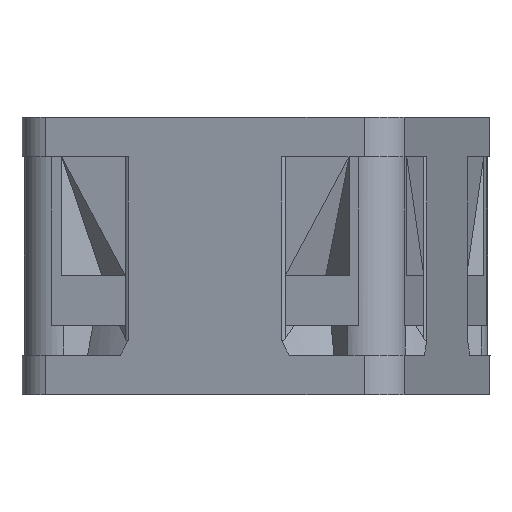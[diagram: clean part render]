
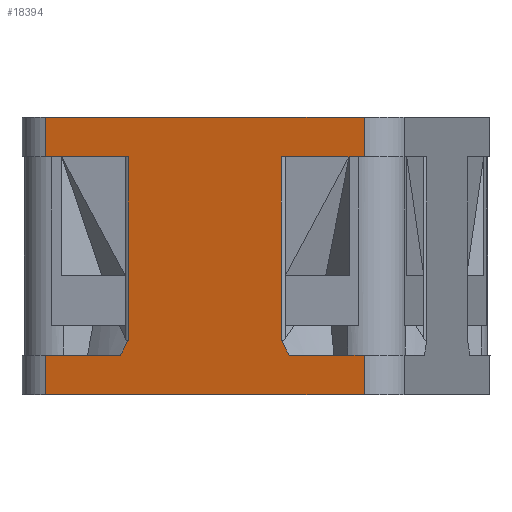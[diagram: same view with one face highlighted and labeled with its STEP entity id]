
A CAD part, front view. The second image highlights one B-rep face of the part: STEP entity #18394.
In plain terms, the highlighted planar face has unit normal (-0.259, -0.966, 0).
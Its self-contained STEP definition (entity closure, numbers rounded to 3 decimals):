
#2802=DIRECTION('',(0.966,-0.259,0.));
#2803=VECTOR('',#2802,33.261);
#2804=CARTESIAN_POINT('',(-21.227,-14.966,-27.));
#2805=LINE('',#2804,#2803);
#7257=DIRECTION('',(0.,0.,1.));
#7258=VECTOR('',#7257,4.);
#7259=CARTESIAN_POINT('',(10.9,-23.575,-27.));
#7260=LINE('',#7259,#7258);
#7261=DIRECTION('',(0.966,-0.259,0.));
#7262=VECTOR('',#7261,33.261);
#7263=CARTESIAN_POINT('',(-21.227,-14.966,1.));
#7264=LINE('',#7263,#7262);
#7265=DIRECTION('',(-0.966,0.259,0.));
#7266=VECTOR('',#7265,8.625);
#7267=CARTESIAN_POINT('',(10.9,-23.575,-3.));
#7268=LINE('',#7267,#7266);
#7269=CARTESIAN_POINT('',(2.569,-21.342,
-21.53));
#7270=CARTESIAN_POINT('',(2.659,-21.366,
-21.691));
#7271=CARTESIAN_POINT('',(2.835,-21.413,
-22.016));
#7272=CARTESIAN_POINT('',(3.094,-21.483,
-22.506));
#7273=CARTESIAN_POINT('',(3.263,-21.528,
-22.835));
#7274=CARTESIAN_POINT('',(3.347,-21.551,-23.));
#7276=DIRECTION('',(0.966,-0.259,0.));
#7277=VECTOR('',#7276,7.82);
#7278=CARTESIAN_POINT('',(-21.227,-14.966,-23.));
#7279=LINE('',#7278,#7277);
#7280=CARTESIAN_POINT('',(-13.674,-16.99,-23.));
#7281=CARTESIAN_POINT('',(-13.59,-17.012,
-22.835));
#7282=CARTESIAN_POINT('',(-13.421,-17.058,
-22.506));
#7283=CARTESIAN_POINT('',(-13.162,-17.127,
-22.016));
#7284=CARTESIAN_POINT('',(-12.985,-17.174,
-21.691));
#7285=CARTESIAN_POINT('',(-12.896,-17.198,
-21.53));
#7291=DIRECTION('',(0.,0.,1.));
#7292=VECTOR('',#7291,4.);
#7293=CARTESIAN_POINT('',(10.9,-23.575,-3.));
#7294=LINE('',#7293,#7292);
#7469=DIRECTION('',(-0.966,0.259,0.));
#7470=VECTOR('',#7469,7.82);
#7471=CARTESIAN_POINT('',(10.9,-23.575,-23.));
#7472=LINE('',#7471,#7470);
#7549=DIRECTION('',(0.,0.,1.));
#7550=VECTOR('',#7549,18.53);
#7551=CARTESIAN_POINT('',(2.569,-21.342,
-21.53));
#7552=LINE('',#7551,#7550);
#7577=DIRECTION('',(0.,0.,-1.));
#7578=VECTOR('',#7577,4.);
#7579=CARTESIAN_POINT('',(-21.227,-14.966,-23.));
#7580=LINE('',#7579,#7578);
#7611=DIRECTION('',(0.,0.,-1.));
#7612=VECTOR('',#7611,4.);
#7613=CARTESIAN_POINT('',(-21.227,-14.966,1.));
#7614=LINE('',#7613,#7612);
#7633=DIRECTION('',(0.966,-0.259,0.));
#7634=VECTOR('',#7633,8.625);
#7635=CARTESIAN_POINT('',(-21.227,-14.966,-3.));
#7636=LINE('',#7635,#7634);
#7873=DIRECTION('',(0.,0.,-1.));
#7874=VECTOR('',#7873,18.53);
#7875=CARTESIAN_POINT('',(-12.896,-17.198,-3.));
#7876=LINE('',#7875,#7874);
#9427=CARTESIAN_POINT('',(-21.227,-14.966,-27.));
#9428=VERTEX_POINT('',#9427);
#9429=CARTESIAN_POINT('',(10.9,-23.575,-27.));
#9430=VERTEX_POINT('',#9429);
#9692=CARTESIAN_POINT('',(10.9,-23.575,1.));
#9693=VERTEX_POINT('',#9692);
#9694=CARTESIAN_POINT('',(-21.227,-14.966,1.));
#9695=VERTEX_POINT('',#9694);
#9870=CARTESIAN_POINT('',(10.9,-23.575,-23.));
#9871=VERTEX_POINT('',#9870);
#9872=CARTESIAN_POINT('',(10.9,-23.575,-3.));
#9873=VERTEX_POINT('',#9872);
#9874=CARTESIAN_POINT('',(2.569,-21.342,-3.));
#9875=VERTEX_POINT('',#9874);
#9876=CARTESIAN_POINT('',(2.569,-21.342,
-21.53));
#9877=VERTEX_POINT('',#9876);
#9878=VERTEX_POINT('',#7274);
#9879=CARTESIAN_POINT('',(-21.227,-14.966,-23.));
#9880=VERTEX_POINT('',#9879);
#9881=CARTESIAN_POINT('',(-13.674,-16.99,-23.));
#9882=VERTEX_POINT('',#9881);
#9883=VERTEX_POINT('',#7285);
#9884=CARTESIAN_POINT('',(-12.896,-17.198,-3.));
#9885=VERTEX_POINT('',#9884);
#9886=CARTESIAN_POINT('',(-21.227,-14.966,-3.));
#9887=VERTEX_POINT('',#9886);
#18362=CARTESIAN_POINT('',(14.107,-24.434,1.));
#18363=DIRECTION('',(0.259,0.966,0.));
#18364=DIRECTION('',(-0.966,0.259,0.));
#18365=AXIS2_PLACEMENT_3D('',#18362,#18363,#18364);
#18366=PLANE('',#18365);
#18367=ORIENTED_EDGE('',*,*,#12083,.T.);
#18369=ORIENTED_EDGE('',*,*,#18368,.F.);
#18371=ORIENTED_EDGE('',*,*,#18370,.T.);
#18373=ORIENTED_EDGE('',*,*,#18372,.F.);
#18375=ORIENTED_EDGE('',*,*,#18374,.T.);
#18377=ORIENTED_EDGE('',*,*,#18376,.F.);
#18378=ORIENTED_EDGE('',*,*,#18355,.F.);
#18379=ORIENTED_EDGE('',*,*,#10609,.F.);
#18381=ORIENTED_EDGE('',*,*,#18380,.F.);
#18383=ORIENTED_EDGE('',*,*,#18382,.T.);
#18385=ORIENTED_EDGE('',*,*,#18384,.T.);
#18387=ORIENTED_EDGE('',*,*,#18386,.F.);
#18389=ORIENTED_EDGE('',*,*,#18388,.F.);
#18391=ORIENTED_EDGE('',*,*,#18390,.F.);
#18392=EDGE_LOOP('',(#18367,#18369,#18371,#18373,#18375,#18377,#18378,#18379,
#18381,#18383,#18385,#18387,#18389,#18391));
#18393=FACE_OUTER_BOUND('',#18392,.F.);
#7275=B_SPLINE_CURVE_WITH_KNOTS('',3,(#7269,#7270,#7271,#7272,#7273,#7274),
.UNSPECIFIED.,.F.,.F.,(4,1,1,4),(0.,0.333,0.667,1.),
.UNSPECIFIED.);
#7286=B_SPLINE_CURVE_WITH_KNOTS('',3,(#7280,#7281,#7282,#7283,#7284,#7285),
.UNSPECIFIED.,.F.,.F.,(4,1,1,4),(0.,0.333,0.667,1.),
.UNSPECIFIED.);
#10609=EDGE_CURVE('',#9428,#9430,#2805,.T.);
#12083=EDGE_CURVE('',#9695,#9693,#7264,.T.);
#18355=EDGE_CURVE('',#9430,#9871,#7260,.T.);
#18368=EDGE_CURVE('',#9873,#9693,#7294,.T.);
#18370=EDGE_CURVE('',#9873,#9875,#7268,.T.);
#18372=EDGE_CURVE('',#9877,#9875,#7552,.T.);
#18374=EDGE_CURVE('',#9877,#9878,#7275,.T.);
#18376=EDGE_CURVE('',#9871,#9878,#7472,.T.);
#18380=EDGE_CURVE('',#9880,#9428,#7580,.T.);
#18382=EDGE_CURVE('',#9880,#9882,#7279,.T.);
#18384=EDGE_CURVE('',#9882,#9883,#7286,.T.);
#18386=EDGE_CURVE('',#9885,#9883,#7876,.T.);
#18388=EDGE_CURVE('',#9887,#9885,#7636,.T.);
#18390=EDGE_CURVE('',#9695,#9887,#7614,.T.);
#18394=ADVANCED_FACE('',(#18393),#18366,.F.);
